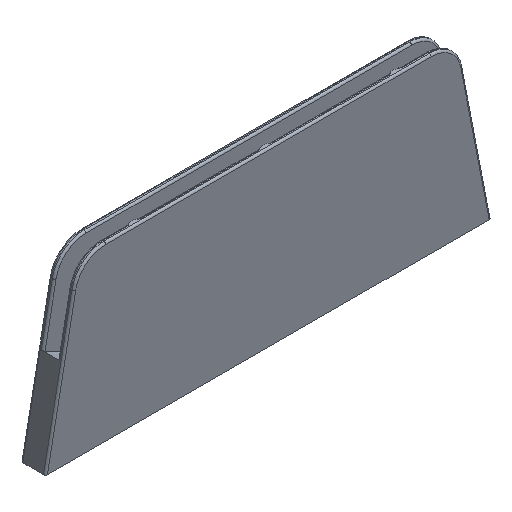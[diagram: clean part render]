
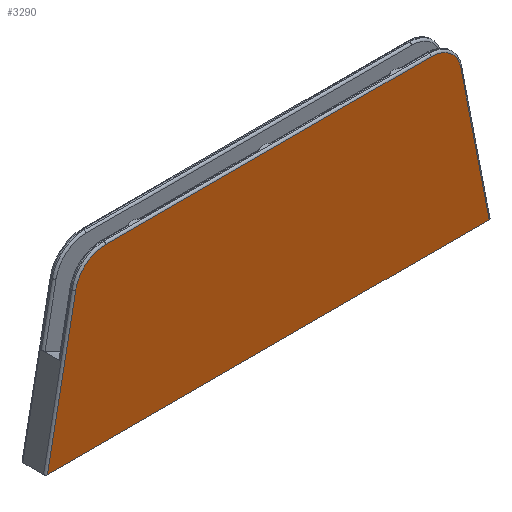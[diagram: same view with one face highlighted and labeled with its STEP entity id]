
A CAD part, isometric view. The second image highlights one B-rep face of the part: STEP entity #3290.
In plain terms, the highlighted planar face has unit normal (0, -1, 0).
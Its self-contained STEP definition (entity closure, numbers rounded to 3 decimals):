
#100 = PLANE('',#101);
#101 = AXIS2_PLACEMENT_3D('',#102,#103,#104);
#102 = CARTESIAN_POINT('',(0.,0.,-20.));
#103 = DIRECTION('',(0.,0.,-1.));
#104 = DIRECTION('',(0.,-1.,0.));
#128 = CYLINDRICAL_SURFACE('',#129,1.25);
#129 = AXIS2_PLACEMENT_3D('',#130,#131,#132);
#130 = CARTESIAN_POINT('',(-125.305,-6.75,74.768));
#131 = DIRECTION('',(-0.191,0.,-0.982)
  );
#132 = DIRECTION('',(0.,-1.,0.));
#1227 = VERTEX_POINT('',#1228);
#1228 = CARTESIAN_POINT('',(143.727,-8.,-20.));
#1247 = CYLINDRICAL_SURFACE('',#1248,1.25);
#1248 = AXIS2_PLACEMENT_3D('',#1249,#1250,#1251);
#1249 = CARTESIAN_POINT('',(143.773,-6.75,-20.239));
#1250 = DIRECTION('',(-0.191,0.,0.982
    ));
#1251 = DIRECTION('',(0.,-1.,0.));
#1262 = EDGE_CURVE('',#1263,#1227,#1265,.T.);
#1263 = VERTEX_POINT('',#1264);
#1264 = CARTESIAN_POINT('',(-143.727,-8.,-20.));
#1265 = SURFACE_CURVE('',#1266,(#1270,#1277),.PCURVE_S1.);
#1266 = LINE('',#1267,#1268);
#1267 = CARTESIAN_POINT('',(0.,-8.,-20.));
#1268 = VECTOR('',#1269,1.);
#1269 = DIRECTION('',(1.,0.,0.));
#1270 = PCURVE('',#100,#1271);
#1271 = DEFINITIONAL_REPRESENTATION('',(#1272),#1276);
#1272 = LINE('',#1273,#1274);
#1273 = CARTESIAN_POINT('',(8.,0.));
#1274 = VECTOR('',#1275,1.);
#1275 = DIRECTION('',(0.,-1.));
#1276 = ( GEOMETRIC_REPRESENTATION_CONTEXT(2) 
PARAMETRIC_REPRESENTATION_CONTEXT() REPRESENTATION_CONTEXT('2D SPACE',''
  ) );
#1277 = PCURVE('',#1278,#1283);
#1278 = PLANE('',#1279);
#1279 = AXIS2_PLACEMENT_3D('',#1280,#1281,#1282);
#1280 = CARTESIAN_POINT('',(0.,-8.,31.789));
#1281 = DIRECTION('',(0.,-1.,0.));
#1282 = DIRECTION('',(0.,0.,-1.));
#1283 = DEFINITIONAL_REPRESENTATION('',(#1284),#1288);
#1284 = LINE('',#1285,#1286);
#1285 = CARTESIAN_POINT('',(51.789,0.));
#1286 = VECTOR('',#1287,1.);
#1287 = DIRECTION('',(0.,1.));
#1288 = ( GEOMETRIC_REPRESENTATION_CONTEXT(2) 
PARAMETRIC_REPRESENTATION_CONTEXT() REPRESENTATION_CONTEXT('2D SPACE',''
  ) );
#1319 = VERTEX_POINT('',#1320);
#1320 = CARTESIAN_POINT('',(-125.305,-8.,74.768));
#1335 = TOROIDAL_SURFACE('',#1336,19.75,1.25);
#1336 = AXIS2_PLACEMENT_3D('',#1337,#1338,#1339);
#1337 = CARTESIAN_POINT('',(-105.918,-6.75,71.));
#1338 = DIRECTION('',(0.,1.,0.));
#1339 = DIRECTION('',(0.,0.,1.));
#1349 = EDGE_CURVE('',#1319,#1263,#1350,.T.);
#1350 = SURFACE_CURVE('',#1351,(#1355,#1362),.PCURVE_S1.);
#1351 = LINE('',#1352,#1353);
#1352 = CARTESIAN_POINT('',(-125.305,-8.,74.768));
#1353 = VECTOR('',#1354,1.);
#1354 = DIRECTION('',(-0.191,0.,-0.982
    ));
#1355 = PCURVE('',#128,#1356);
#1356 = DEFINITIONAL_REPRESENTATION('',(#1357),#1361);
#1357 = LINE('',#1358,#1359);
#1358 = CARTESIAN_POINT('',(0.,0.));
#1359 = VECTOR('',#1360,1.);
#1360 = DIRECTION('',(0.,1.));
#1361 = ( GEOMETRIC_REPRESENTATION_CONTEXT(2) 
PARAMETRIC_REPRESENTATION_CONTEXT() REPRESENTATION_CONTEXT('2D SPACE',''
  ) );
#1362 = PCURVE('',#1278,#1363);
#1363 = DEFINITIONAL_REPRESENTATION('',(#1364),#1368);
#1364 = LINE('',#1365,#1366);
#1365 = CARTESIAN_POINT('',(-42.979,-125.305));
#1366 = VECTOR('',#1367,1.);
#1367 = DIRECTION('',(0.982,-0.191));
#1368 = ( GEOMETRIC_REPRESENTATION_CONTEXT(2) 
PARAMETRIC_REPRESENTATION_CONTEXT() REPRESENTATION_CONTEXT('2D SPACE',''
  ) );
#3290 = ADVANCED_FACE('',(#3291),#1278,.T.);
#3291 = FACE_BOUND('',#3292,.T.);
#3292 = EDGE_LOOP('',(#3293,#3294,#3317,#3346,#3374,#3396));
#3293 = ORIENTED_EDGE('',*,*,#1262,.T.);
#3294 = ORIENTED_EDGE('',*,*,#3295,.T.);
#3295 = EDGE_CURVE('',#1227,#3296,#3298,.T.);
#3296 = VERTEX_POINT('',#3297);
#3297 = CARTESIAN_POINT('',(125.305,-8.,74.768));
#3298 = SURFACE_CURVE('',#3299,(#3303,#3310),.PCURVE_S1.);
#3299 = LINE('',#3300,#3301);
#3300 = CARTESIAN_POINT('',(143.773,-8.,-20.239));
#3301 = VECTOR('',#3302,1.);
#3302 = DIRECTION('',(-0.191,0.,0.982
    ));
#3303 = PCURVE('',#1278,#3304);
#3304 = DEFINITIONAL_REPRESENTATION('',(#3305),#3309);
#3305 = LINE('',#3306,#3307);
#3306 = CARTESIAN_POINT('',(52.028,143.773));
#3307 = VECTOR('',#3308,1.);
#3308 = DIRECTION('',(-0.982,-0.191));
#3309 = ( GEOMETRIC_REPRESENTATION_CONTEXT(2) 
PARAMETRIC_REPRESENTATION_CONTEXT() REPRESENTATION_CONTEXT('2D SPACE',''
  ) );
#3310 = PCURVE('',#1247,#3311);
#3311 = DEFINITIONAL_REPRESENTATION('',(#3312),#3316);
#3312 = LINE('',#3313,#3314);
#3313 = CARTESIAN_POINT('',(0.,0.));
#3314 = VECTOR('',#3315,1.);
#3315 = DIRECTION('',(0.,1.));
#3316 = ( GEOMETRIC_REPRESENTATION_CONTEXT(2) 
PARAMETRIC_REPRESENTATION_CONTEXT() REPRESENTATION_CONTEXT('2D SPACE',''
  ) );
#3317 = ORIENTED_EDGE('',*,*,#3318,.T.);
#3318 = EDGE_CURVE('',#3296,#3319,#3321,.T.);
#3319 = VERTEX_POINT('',#3320);
#3320 = CARTESIAN_POINT('',(105.918,-8.,90.75));
#3321 = SURFACE_CURVE('',#3322,(#3327,#3334),.PCURVE_S1.);
#3322 = CIRCLE('',#3323,19.75);
#3323 = AXIS2_PLACEMENT_3D('',#3324,#3325,#3326);
#3324 = CARTESIAN_POINT('',(105.918,-8.,71.));
#3325 = DIRECTION('',(0.,-1.,0.));
#3326 = DIRECTION('',(0.982,0.,0.191)
  );
#3327 = PCURVE('',#1278,#3328);
#3328 = DEFINITIONAL_REPRESENTATION('',(#3329),#3333);
#3329 = CIRCLE('',#3330,19.75);
#3330 = AXIS2_PLACEMENT_2D('',#3331,#3332);
#3331 = CARTESIAN_POINT('',(-39.211,105.918));
#3332 = DIRECTION('',(-0.191,0.982));
#3333 = ( GEOMETRIC_REPRESENTATION_CONTEXT(2) 
PARAMETRIC_REPRESENTATION_CONTEXT() REPRESENTATION_CONTEXT('2D SPACE',''
  ) );
#3334 = PCURVE('',#3335,#3340);
#3335 = TOROIDAL_SURFACE('',#3336,19.75,1.25);
#3336 = AXIS2_PLACEMENT_3D('',#3337,#3338,#3339);
#3337 = CARTESIAN_POINT('',(105.918,-6.75,71.));
#3338 = DIRECTION('',(0.,1.,0.));
#3339 = DIRECTION('',(0.982,0.,0.191)
  );
#3340 = DEFINITIONAL_REPRESENTATION('',(#3341),#3345);
#3341 = LINE('',#3342,#3343);
#3342 = CARTESIAN_POINT('',(-0.,4.712));
#3343 = VECTOR('',#3344,1.);
#3344 = DIRECTION('',(-1.,0.));
#3345 = ( GEOMETRIC_REPRESENTATION_CONTEXT(2) 
PARAMETRIC_REPRESENTATION_CONTEXT() REPRESENTATION_CONTEXT('2D SPACE',''
  ) );
#3346 = ORIENTED_EDGE('',*,*,#3347,.T.);
#3347 = EDGE_CURVE('',#3319,#3348,#3350,.T.);
#3348 = VERTEX_POINT('',#3349);
#3349 = CARTESIAN_POINT('',(-105.918,-8.,90.75));
#3350 = SURFACE_CURVE('',#3351,(#3355,#3362),.PCURVE_S1.);
#3351 = LINE('',#3352,#3353);
#3352 = CARTESIAN_POINT('',(105.918,-8.,90.75));
#3353 = VECTOR('',#3354,1.);
#3354 = DIRECTION('',(-1.,0.,0.));
#3355 = PCURVE('',#1278,#3356);
#3356 = DEFINITIONAL_REPRESENTATION('',(#3357),#3361);
#3357 = LINE('',#3358,#3359);
#3358 = CARTESIAN_POINT('',(-58.961,105.918));
#3359 = VECTOR('',#3360,1.);
#3360 = DIRECTION('',(0.,-1.));
#3361 = ( GEOMETRIC_REPRESENTATION_CONTEXT(2) 
PARAMETRIC_REPRESENTATION_CONTEXT() REPRESENTATION_CONTEXT('2D SPACE',''
  ) );
#3362 = PCURVE('',#3363,#3368);
#3363 = CYLINDRICAL_SURFACE('',#3364,1.25);
#3364 = AXIS2_PLACEMENT_3D('',#3365,#3366,#3367);
#3365 = CARTESIAN_POINT('',(105.918,-6.75,90.75));
#3366 = DIRECTION('',(-1.,0.,0.));
#3367 = DIRECTION('',(-0.,-1.,0.));
#3368 = DEFINITIONAL_REPRESENTATION('',(#3369),#3373);
#3369 = LINE('',#3370,#3371);
#3370 = CARTESIAN_POINT('',(0.,0.));
#3371 = VECTOR('',#3372,1.);
#3372 = DIRECTION('',(0.,1.));
#3373 = ( GEOMETRIC_REPRESENTATION_CONTEXT(2) 
PARAMETRIC_REPRESENTATION_CONTEXT() REPRESENTATION_CONTEXT('2D SPACE',''
  ) );
#3374 = ORIENTED_EDGE('',*,*,#3375,.T.);
#3375 = EDGE_CURVE('',#3348,#1319,#3376,.T.);
#3376 = SURFACE_CURVE('',#3377,(#3382,#3389),.PCURVE_S1.);
#3377 = CIRCLE('',#3378,19.75);
#3378 = AXIS2_PLACEMENT_3D('',#3379,#3380,#3381);
#3379 = CARTESIAN_POINT('',(-105.918,-8.,71.));
#3380 = DIRECTION('',(0.,-1.,0.));
#3381 = DIRECTION('',(0.,0.,1.));
#3382 = PCURVE('',#1278,#3383);
#3383 = DEFINITIONAL_REPRESENTATION('',(#3384),#3388);
#3384 = CIRCLE('',#3385,19.75);
#3385 = AXIS2_PLACEMENT_2D('',#3386,#3387);
#3386 = CARTESIAN_POINT('',(-39.211,-105.918));
#3387 = DIRECTION('',(-1.,0.));
#3388 = ( GEOMETRIC_REPRESENTATION_CONTEXT(2) 
PARAMETRIC_REPRESENTATION_CONTEXT() REPRESENTATION_CONTEXT('2D SPACE',''
  ) );
#3389 = PCURVE('',#1335,#3390);
#3390 = DEFINITIONAL_REPRESENTATION('',(#3391),#3395);
#3391 = LINE('',#3392,#3393);
#3392 = CARTESIAN_POINT('',(-0.,4.712));
#3393 = VECTOR('',#3394,1.);
#3394 = DIRECTION('',(-1.,0.));
#3395 = ( GEOMETRIC_REPRESENTATION_CONTEXT(2) 
PARAMETRIC_REPRESENTATION_CONTEXT() REPRESENTATION_CONTEXT('2D SPACE',''
  ) );
#3396 = ORIENTED_EDGE('',*,*,#1349,.T.);
